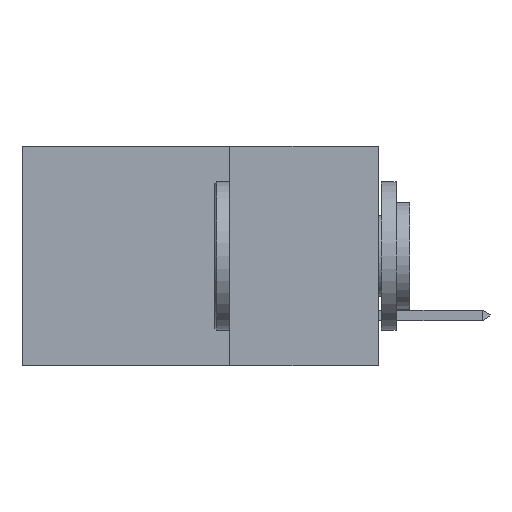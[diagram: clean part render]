
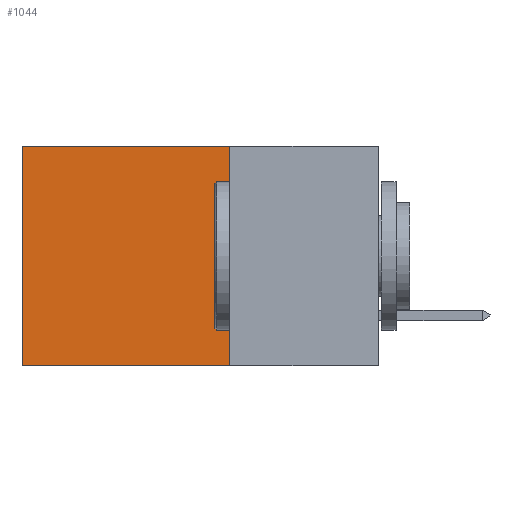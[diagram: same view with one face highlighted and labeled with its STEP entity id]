
A CAD part, left-side view. The second image highlights one B-rep face of the part: STEP entity #1044.
In plain terms, the highlighted planar face has unit normal (-1, 0, 0).
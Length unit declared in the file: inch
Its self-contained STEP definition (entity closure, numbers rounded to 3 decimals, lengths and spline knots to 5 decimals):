
#82 = DIRECTION ( 'NONE',  ( 0., 1., 0. ) ) ;
#227 = EDGE_CURVE ( 'NONE', #15267, #16500, #9706, .T. ) ;
#1044 = ADVANCED_FACE ( 'NONE', ( #2577 ), #1633, .F. ) ;
#1633 = PLANE ( 'NONE',  #18437 ) ;
#2057 = DIRECTION ( 'NONE',  ( 0., 1., 0. ) ) ;
#2577 = FACE_OUTER_BOUND ( 'NONE', #10709, .T. ) ;
#3399 = CARTESIAN_POINT ( 'NONE',  ( 0.298, 0.25, 0. ) ) ;
#4101 = LINE ( 'NONE', #14629, #18277 ) ;
#4447 = LINE ( 'NONE', #15645, #4713 ) ;
#4713 = VECTOR ( 'NONE', #10793, 39.37008 ) ;
#7250 = ORIENTED_EDGE ( 'NONE', *, *, #18469, .F. ) ;
#7659 = CARTESIAN_POINT ( 'NONE',  ( 0.298, 0.6, 0. ) ) ;
#8006 = CARTESIAN_POINT ( 'NONE',  ( 0.298, 0.6, 0. ) ) ;
#8166 = DIRECTION ( 'NONE',  ( 0., 0., -1. ) ) ;
#8736 = VERTEX_POINT ( 'NONE', #18055 ) ;
#9472 = VERTEX_POINT ( 'NONE', #18728 ) ;
#9607 = ORIENTED_EDGE ( 'NONE', *, *, #19014, .T. ) ;
#9706 = LINE ( 'NONE', #8006, #13518 ) ;
#10261 = VECTOR ( 'NONE', #2057, 39.37008 ) ;
#10709 = EDGE_LOOP ( 'NONE', ( #19452, #13042, #7250, #9607 ) ) ;
#10793 = DIRECTION ( 'NONE',  ( 0., 0., -1. ) ) ;
#11561 = CARTESIAN_POINT ( 'NONE',  ( 0.298, 0.25, 0. ) ) ;
#13042 = ORIENTED_EDGE ( 'NONE', *, *, #13781, .F. ) ;
#13063 = DIRECTION ( 'NONE',  ( 0., 0., -1. ) ) ;
#13518 = VECTOR ( 'NONE', #13063, 39.37008 ) ;
#13781 = EDGE_CURVE ( 'NONE', #8736, #16500, #4101, .T. ) ;
#14629 = CARTESIAN_POINT ( 'NONE',  ( 0.298, 0.25, -0.37 ) ) ;
#15267 = VERTEX_POINT ( 'NONE', #7659 ) ;
#15645 = CARTESIAN_POINT ( 'NONE',  ( 0.298, 0.25, 0. ) ) ;
#16144 = DIRECTION ( 'NONE',  ( 1., 0., 0. ) ) ;
#16500 = VERTEX_POINT ( 'NONE', #16866 ) ;
#16866 = CARTESIAN_POINT ( 'NONE',  ( 0.298, 0.6, -0.37 ) ) ;
#18055 = CARTESIAN_POINT ( 'NONE',  ( 0.298, 0.25, -0.37 ) ) ;
#18277 = VECTOR ( 'NONE', #82, 39.37008 ) ;
#18437 = AXIS2_PLACEMENT_3D ( 'NONE', #3399, #16144, #8166 ) ;
#18469 = EDGE_CURVE ( 'NONE', #9472, #8736, #4447, .T. ) ;
#18728 = CARTESIAN_POINT ( 'NONE',  ( 0.298, 0.25, 0. ) ) ;
#19014 = EDGE_CURVE ( 'NONE', #9472, #15267, #19108, .T. ) ;
#19108 = LINE ( 'NONE', #11561, #10261 ) ;
#19452 = ORIENTED_EDGE ( 'NONE', *, *, #227, .T. ) ;
